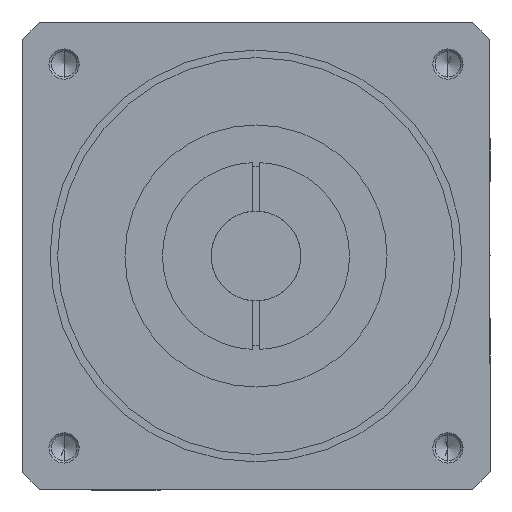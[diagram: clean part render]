
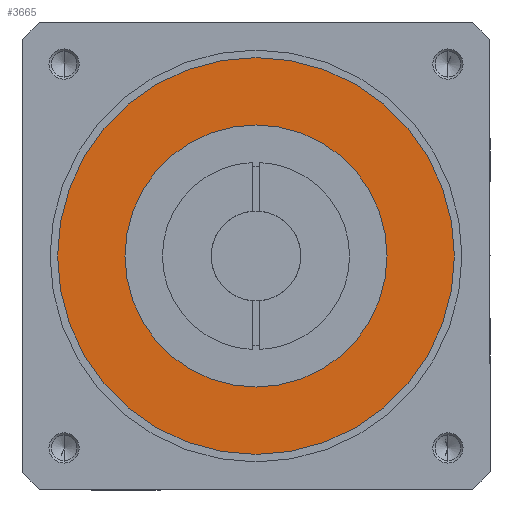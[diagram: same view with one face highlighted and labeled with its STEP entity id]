
A CAD part, front view. The second image highlights one B-rep face of the part: STEP entity #3665.
In plain terms, the highlighted planar face has unit normal (0, -1, 0).
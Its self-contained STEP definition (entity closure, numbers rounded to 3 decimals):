
#157 = CARTESIAN_POINT ( 'NONE',  ( 0., 43.5, -35. ) ) ;
#205 = AXIS2_PLACEMENT_3D ( 'NONE', #1908, #4197, #2235 ) ;
#345 = ORIENTED_EDGE ( 'NONE', *, *, #3722, .T. ) ;
#672 = CARTESIAN_POINT ( 'NONE',  ( 0., 43.5, -53. ) ) ;
#869 = EDGE_CURVE ( 'NONE', #2889, #4098, #3838, .T. ) ;
#982 = PLANE ( 'NONE',  #2642 ) ;
#1136 = CARTESIAN_POINT ( 'NONE',  ( 0., 43.5, 35. ) ) ;
#1301 = VERTEX_POINT ( 'NONE', #157 ) ;
#1391 = CARTESIAN_POINT ( 'NONE',  ( 0., 43.5, 0. ) ) ;
#1404 = DIRECTION ( 'NONE',  ( 0., 1., 0. ) ) ;
#1459 = FACE_BOUND ( 'NONE', #3590, .T. ) ;
#1653 = CARTESIAN_POINT ( 'NONE',  ( 0., 43.5, 0. ) ) ;
#1654 = DIRECTION ( 'NONE',  ( 0., -1., 0. ) ) ;
#1686 = DIRECTION ( 'NONE',  ( 0., 1., 0. ) ) ;
#1717 = DIRECTION ( 'NONE',  ( 0., 0., 1. ) ) ;
#1908 = CARTESIAN_POINT ( 'NONE',  ( 0., 43.5, 0. ) ) ;
#1999 = DIRECTION ( 'NONE',  ( 0., 0., 1. ) ) ;
#2048 = CIRCLE ( 'NONE', #3437, 35. ) ;
#2108 = VERTEX_POINT ( 'NONE', #1136 ) ;
#2235 = DIRECTION ( 'NONE',  ( 0., 0., 1. ) ) ;
#2337 = CARTESIAN_POINT ( 'NONE',  ( 0., 43.5, 53. ) ) ;
#2642 = AXIS2_PLACEMENT_3D ( 'NONE', #3637, #1654, #3959 ) ;
#2735 = EDGE_CURVE ( 'NONE', #4098, #2889, #4106, .T. ) ;
#2889 = VERTEX_POINT ( 'NONE', #2337 ) ;
#2989 = AXIS2_PLACEMENT_3D ( 'NONE', #1391, #1404, #1717 ) ;
#3024 = CIRCLE ( 'NONE', #3299, 35. ) ;
#3102 = EDGE_LOOP ( 'NONE', ( #3389, #3917 ) ) ;
#3299 = AXIS2_PLACEMENT_3D ( 'NONE', #3671, #1686, #3979 ) ;
#3311 = EDGE_CURVE ( 'NONE', #1301, #2108, #2048, .T. ) ;
#3389 = ORIENTED_EDGE ( 'NONE', *, *, #869, .F. ) ;
#3437 = AXIS2_PLACEMENT_3D ( 'NONE', #1653, #3956, #1999 ) ;
#3590 = EDGE_LOOP ( 'NONE', ( #345, #3831 ) ) ;
#3637 = CARTESIAN_POINT ( 'NONE',  ( 35., 43.5, 0. ) ) ;
#3665 = ADVANCED_FACE ( 'NONE', ( #1459, #4083 ), #982, .T. ) ;
#3671 = CARTESIAN_POINT ( 'NONE',  ( 0., 43.5, 0. ) ) ;
#3722 = EDGE_CURVE ( 'NONE', #2108, #1301, #3024, .T. ) ;
#3831 = ORIENTED_EDGE ( 'NONE', *, *, #3311, .T. ) ;
#3838 = CIRCLE ( 'NONE', #2989, 53. ) ;
#3917 = ORIENTED_EDGE ( 'NONE', *, *, #2735, .F. ) ;
#3956 = DIRECTION ( 'NONE',  ( 0., 1., 0. ) ) ;
#3959 = DIRECTION ( 'NONE',  ( 0., 0., -1. ) ) ;
#3979 = DIRECTION ( 'NONE',  ( 0., 0., 1. ) ) ;
#4083 = FACE_OUTER_BOUND ( 'NONE', #3102, .T. ) ;
#4098 = VERTEX_POINT ( 'NONE', #672 ) ;
#4106 = CIRCLE ( 'NONE', #205, 53. ) ;
#4197 = DIRECTION ( 'NONE',  ( 0., 1., 0. ) ) ;
